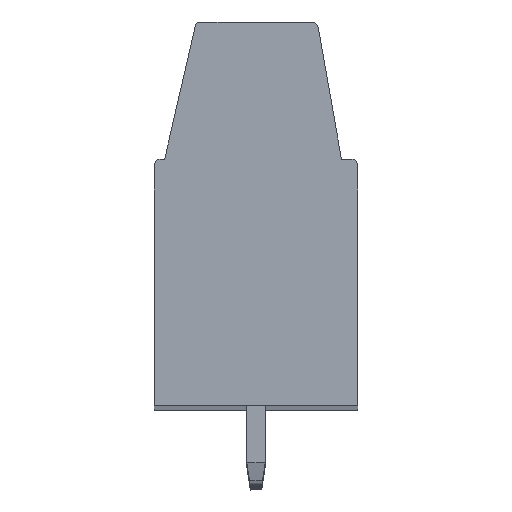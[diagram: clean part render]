
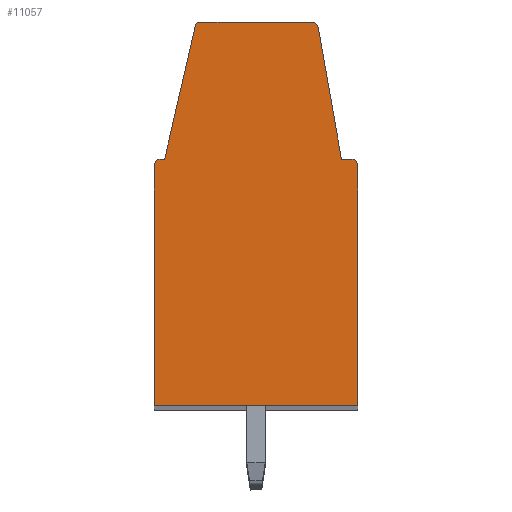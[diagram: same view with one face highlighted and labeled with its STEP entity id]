
A CAD part, top view. The second image highlights one B-rep face of the part: STEP entity #11057.
In plain terms, the highlighted planar face has unit normal (0, 0, 1).
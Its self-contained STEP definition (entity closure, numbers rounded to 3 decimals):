
#24=DIRECTION('',(0.225,0.974,0.));
#25=VECTOR('',#24,5.999);
#26=CARTESIAN_POINT('',(-4.,3.55,107.5));
#27=LINE('',#26,#25);
#28=CARTESIAN_POINT('',(-2.456,9.35,107.5));
#29=DIRECTION('',(0.,0.,-1.));
#30=DIRECTION('',(-0.974,0.225,0.));
#31=AXIS2_PLACEMENT_3D('',#28,#29,#30);
#33=DIRECTION('',(1.,0.,0.));
#34=VECTOR('',#33,4.886);
#35=CARTESIAN_POINT('',(-2.456,9.55,107.5));
#36=LINE('',#35,#34);
#37=CARTESIAN_POINT('',(2.43,9.25,107.5));
#38=DIRECTION('',(0.,0.,-1.));
#39=DIRECTION('',(0.,1.,0.));
#40=AXIS2_PLACEMENT_3D('',#37,#38,#39);
#42=DIRECTION('',(0.174,-0.985,0.));
#43=VECTOR('',#42,5.841);
#44=CARTESIAN_POINT('',(2.726,9.302,107.5));
#45=LINE('',#44,#43);
#46=DIRECTION('',(1.,0.,0.));
#47=VECTOR('',#46,0.41);
#48=CARTESIAN_POINT('',(3.74,3.55,107.5));
#49=LINE('',#48,#47);
#50=CARTESIAN_POINT('',(4.15,3.25,107.5));
#51=DIRECTION('',(0.,0.,-1.));
#52=DIRECTION('',(0.,1.,0.));
#53=AXIS2_PLACEMENT_3D('',#50,#51,#52);
#55=DIRECTION('',(0.,-1.,0.));
#56=VECTOR('',#55,10.5);
#57=CARTESIAN_POINT('',(4.45,3.25,107.5));
#58=LINE('',#57,#56);
#59=DIRECTION('',(-1.,0.,0.));
#60=VECTOR('',#59,8.9);
#61=CARTESIAN_POINT('',(4.45,-7.25,107.5));
#62=LINE('',#61,#60);
#63=DIRECTION('',(0.,1.,0.));
#64=VECTOR('',#63,10.5);
#65=CARTESIAN_POINT('',(-4.45,-7.25,107.5));
#66=LINE('',#65,#64);
#67=CARTESIAN_POINT('',(-4.15,3.25,107.5));
#68=DIRECTION('',(0.,0.,-1.));
#69=DIRECTION('',(-1.,0.,0.));
#70=AXIS2_PLACEMENT_3D('',#67,#68,#69);
#72=DIRECTION('',(1.,0.,0.));
#73=VECTOR('',#72,0.15);
#74=CARTESIAN_POINT('',(-4.15,3.55,107.5));
#75=LINE('',#74,#73);
#8844=CARTESIAN_POINT('',(-4.,3.55,107.5));
#8845=CARTESIAN_POINT('',(-2.651,9.395,107.5));
#8846=VERTEX_POINT('',#8844);
#8847=VERTEX_POINT('',#8845);
#8848=CARTESIAN_POINT('',(-4.15,3.55,107.5));
#8849=VERTEX_POINT('',#8848);
#8850=CARTESIAN_POINT('',(-4.45,3.25,107.5));
#8851=VERTEX_POINT('',#8850);
#8852=CARTESIAN_POINT('',(-4.45,-7.25,107.5));
#8853=VERTEX_POINT('',#8852);
#8854=CARTESIAN_POINT('',(4.45,-7.25,107.5));
#8855=VERTEX_POINT('',#8854);
#8856=CARTESIAN_POINT('',(4.45,3.25,107.5));
#8857=VERTEX_POINT('',#8856);
#8858=CARTESIAN_POINT('',(4.15,3.55,107.5));
#8859=VERTEX_POINT('',#8858);
#8860=CARTESIAN_POINT('',(3.74,3.55,107.5));
#8861=VERTEX_POINT('',#8860);
#8862=CARTESIAN_POINT('',(2.726,9.302,107.5));
#8863=VERTEX_POINT('',#8862);
#8864=CARTESIAN_POINT('',(2.43,9.55,107.5));
#8865=VERTEX_POINT('',#8864);
#8866=CARTESIAN_POINT('',(-2.456,9.55,107.5));
#8867=VERTEX_POINT('',#8866);
#11026=CARTESIAN_POINT('',(0.,0.,107.5));
#11027=DIRECTION('',(0.,0.,1.));
#11028=DIRECTION('',(1.,0.,0.));
#11029=AXIS2_PLACEMENT_3D('',#11026,#11027,#11028);
#11030=PLANE('',#11029);
#11032=ORIENTED_EDGE('',*,*,#11031,.T.);
#11034=ORIENTED_EDGE('',*,*,#11033,.T.);
#11036=ORIENTED_EDGE('',*,*,#11035,.T.);
#11038=ORIENTED_EDGE('',*,*,#11037,.T.);
#11040=ORIENTED_EDGE('',*,*,#11039,.T.);
#11042=ORIENTED_EDGE('',*,*,#11041,.T.);
#11044=ORIENTED_EDGE('',*,*,#11043,.T.);
#11046=ORIENTED_EDGE('',*,*,#11045,.T.);
#11048=ORIENTED_EDGE('',*,*,#11047,.T.);
#11050=ORIENTED_EDGE('',*,*,#11049,.T.);
#11052=ORIENTED_EDGE('',*,*,#11051,.T.);
#11054=ORIENTED_EDGE('',*,*,#11053,.T.);
#11055=EDGE_LOOP('',(#11032,#11034,#11036,#11038,#11040,#11042,#11044,#11046,
#11048,#11050,#11052,#11054));
#11056=FACE_OUTER_BOUND('',#11055,.F.);
#32=CIRCLE('',#31,0.2);
#41=CIRCLE('',#40,0.3);
#54=CIRCLE('',#53,0.3);
#71=CIRCLE('',#70,0.3);
#11031=EDGE_CURVE('',#8846,#8847,#27,.T.);
#11033=EDGE_CURVE('',#8847,#8867,#32,.T.);
#11035=EDGE_CURVE('',#8867,#8865,#36,.T.);
#11037=EDGE_CURVE('',#8865,#8863,#41,.T.);
#11039=EDGE_CURVE('',#8863,#8861,#45,.T.);
#11041=EDGE_CURVE('',#8861,#8859,#49,.T.);
#11043=EDGE_CURVE('',#8859,#8857,#54,.T.);
#11045=EDGE_CURVE('',#8857,#8855,#58,.T.);
#11047=EDGE_CURVE('',#8855,#8853,#62,.T.);
#11049=EDGE_CURVE('',#8853,#8851,#66,.T.);
#11051=EDGE_CURVE('',#8851,#8849,#71,.T.);
#11053=EDGE_CURVE('',#8849,#8846,#75,.T.);
#11057=ADVANCED_FACE('',(#11056),#11030,.T.);
